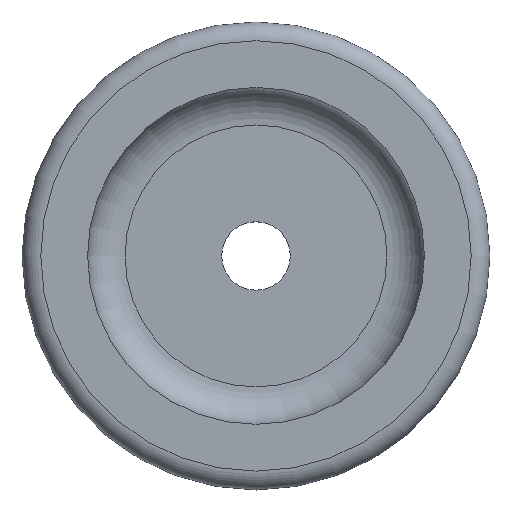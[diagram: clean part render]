
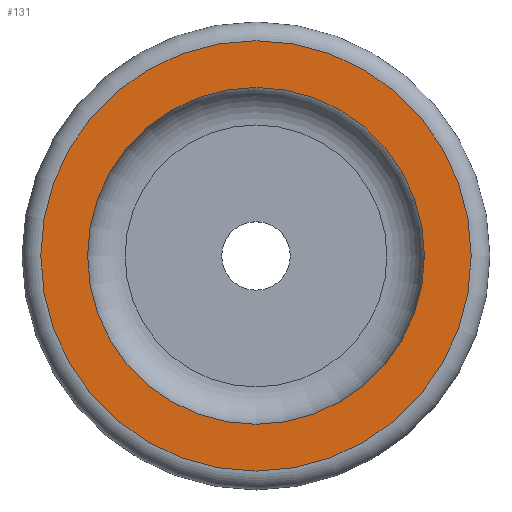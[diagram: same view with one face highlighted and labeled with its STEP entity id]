
A CAD part, top view. The second image highlights one B-rep face of the part: STEP entity #131.
In plain terms, the highlighted planar face has unit normal (0, 0, 1).
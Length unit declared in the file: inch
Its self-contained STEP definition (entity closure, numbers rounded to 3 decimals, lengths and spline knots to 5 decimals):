
#15=FACE_BOUND('',#42,.T.);
#19=PLANE('',#159);
#31=FACE_OUTER_BOUND('',#41,.T.);
#41=EDGE_LOOP('',(#101));
#42=EDGE_LOOP('',(#102));
#53=CIRCLE('',#154,0.575);
#57=CIRCLE('',#160,0.45);
#67=VERTEX_POINT('',#231);
#70=VERTEX_POINT('',#241);
#77=EDGE_CURVE('',#67,#67,#53,.T.);
#82=EDGE_CURVE('',#70,#70,#57,.T.);
#101=ORIENTED_EDGE('',*,*,#77,.F.);
#102=ORIENTED_EDGE('',*,*,#82,.T.);
#131=ADVANCED_FACE('',(#31,#15),#19,.T.);
#154=AXIS2_PLACEMENT_3D('',#232,#181,#182);
#159=AXIS2_PLACEMENT_3D('',#240,#192,#193);
#160=AXIS2_PLACEMENT_3D('',#242,#194,#195);
#181=DIRECTION('center_axis',(0.,0.,-1.));
#182=DIRECTION('ref_axis',(1.,0.,0.));
#192=DIRECTION('center_axis',(0.,0.,1.));
#193=DIRECTION('ref_axis',(1.,0.,0.));
#194=DIRECTION('center_axis',(0.,0.,-1.));
#195=DIRECTION('ref_axis',(-1.,0.,0.));
#231=CARTESIAN_POINT('',(-0.575,0.,0.35));
#232=CARTESIAN_POINT('Origin',(0.,0.,0.35));
#240=CARTESIAN_POINT('Origin',(0.,0.,0.35));
#241=CARTESIAN_POINT('',(0.45,0.,0.35));
#242=CARTESIAN_POINT('Origin',(0.,0.,0.35));
